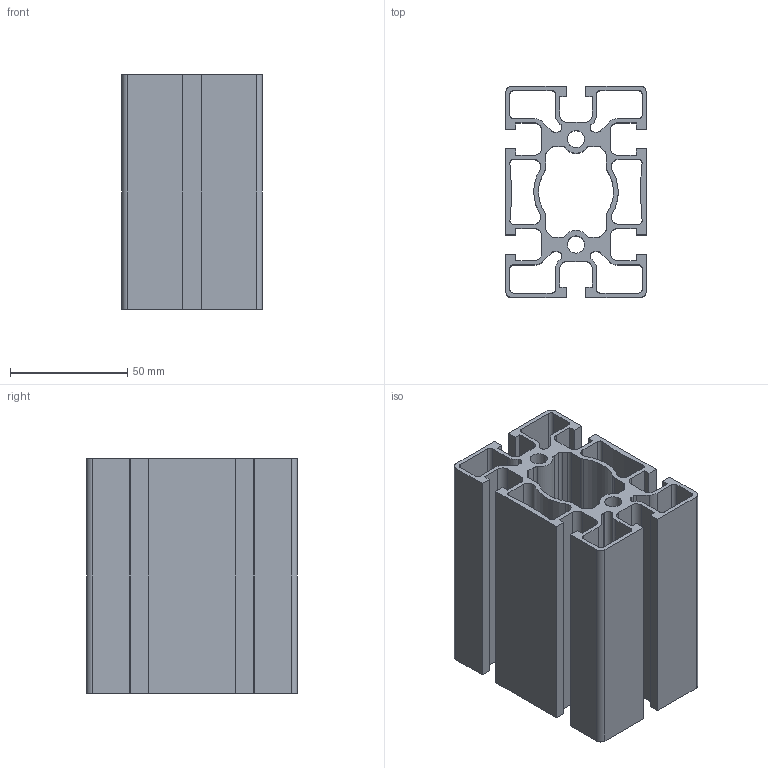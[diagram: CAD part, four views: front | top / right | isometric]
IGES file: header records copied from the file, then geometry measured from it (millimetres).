
Global section: file name: 106098; native system: Autodesk Inventor 2021; preprocessor: unknown; author: jiri.spacek; date: 20201012.160239; units: millimetre
Bounding box: 60 x 90 x 100 mm (x, y, z)
Volume: 150247.3 mm3; surface area: 117832.3 mm2
Topology: 1 solids, 1 shells, 172 faces, 514 edges, 344 vertices
Faces by surface type: bspline 172
